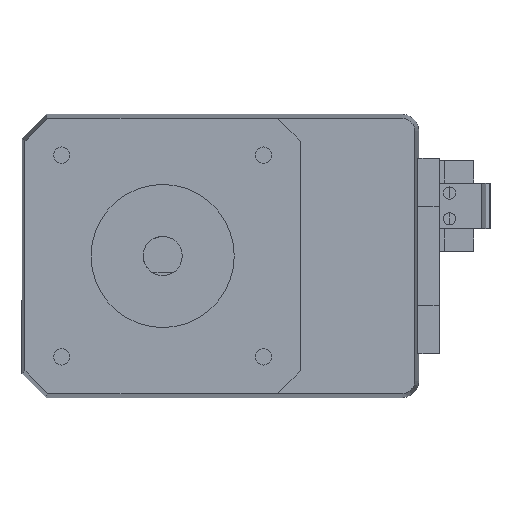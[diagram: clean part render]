
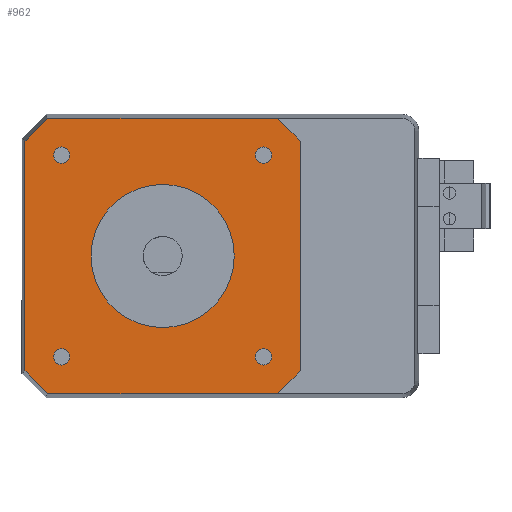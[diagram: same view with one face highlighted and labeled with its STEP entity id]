
A CAD part, front view. The second image highlights one B-rep face of the part: STEP entity #962.
In plain terms, the highlighted planar face has unit normal (0, -1, 0).
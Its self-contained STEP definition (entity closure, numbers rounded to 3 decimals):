
#956 = EDGE_LOOP ( 'NONE', ( #963 ) ) ;
#957 = EDGE_CURVE ( 'NONE', #1148, #1048, #5825, .T. ) ;
#958 = EDGE_CURVE ( 'NONE', #14639, #14639, #5826, .T. ) ;
#962 = ADVANCED_FACE ( 'NONE', ( #5798, #5813, #5789, #5795, #5799, #5814 ), #5786, .T. ) ;
#963 = ORIENTED_EDGE ( 'NONE', *, *, #958, .F. ) ;
#964 = EDGE_LOOP ( 'NONE', ( #965 ) ) ;
#965 = ORIENTED_EDGE ( 'NONE', *, *, #988, .F. ) ;
#966 = EDGE_LOOP ( 'NONE', ( #977 ) ) ;
#967 = EDGE_LOOP ( 'NONE', ( #980 ) ) ;
#968 = ORIENTED_EDGE ( 'NONE', *, *, #1019, .F. ) ;
#969 = EDGE_LOOP ( 'NONE', ( #971 ) ) ;
#971 = ORIENTED_EDGE ( 'NONE', *, *, #1165, .F. ) ;
#977 = ORIENTED_EDGE ( 'NONE', *, *, #1003, .F. ) ;
#979 = ORIENTED_EDGE ( 'NONE', *, *, #1079, .F. ) ;
#980 = ORIENTED_EDGE ( 'NONE', *, *, #1060, .F. ) ;
#981 = EDGE_LOOP ( 'NONE', ( #982, #984, #985, #979, #983, #987, #968, #986 ) ) ;
#982 = ORIENTED_EDGE ( 'NONE', *, *, #1034, .F. ) ;
#983 = ORIENTED_EDGE ( 'NONE', *, *, #993, .F. ) ;
#984 = ORIENTED_EDGE ( 'NONE', *, *, #957, .F. ) ;
#985 = ORIENTED_EDGE ( 'NONE', *, *, #1156, .F. ) ;
#986 = ORIENTED_EDGE ( 'NONE', *, *, #1025, .F. ) ;
#987 = ORIENTED_EDGE ( 'NONE', *, *, #1011, .F. ) ;
#988 = EDGE_CURVE ( 'NONE', #14635, #14635, #5784, .T. ) ;
#993 = EDGE_CURVE ( 'NONE', #994, #1081, #5754, .T. ) ;
#994 = VERTEX_POINT ( 'NONE', #5756 ) ;
#1003 = EDGE_CURVE ( 'NONE', #14631, #14631, #6389, .T. ) ;
#1008 = VERTEX_POINT ( 'NONE', #6374 ) ;
#1010 = VERTEX_POINT ( 'NONE', #6376 ) ;
#1011 = EDGE_CURVE ( 'NONE', #1018, #994, #6382, .T. ) ;
#1018 = VERTEX_POINT ( 'NONE', #6362 ) ;
#1019 = EDGE_CURVE ( 'NONE', #1010, #1018, #6351, .T. ) ;
#1025 = EDGE_CURVE ( 'NONE', #1008, #1010, #6338, .T. ) ;
#1034 = EDGE_CURVE ( 'NONE', #1048, #1008, #6316, .T. ) ;
#1048 = VERTEX_POINT ( 'NONE', #6298 ) ;
#1060 = EDGE_CURVE ( 'NONE', #14625, #14625, #6307, .T. ) ;
#1079 = EDGE_CURVE ( 'NONE', #1081, #1157, #6242, .T. ) ;
#1081 = VERTEX_POINT ( 'NONE', #6238 ) ;
#1148 = VERTEX_POINT ( 'NONE', #6826 ) ;
#1156 = EDGE_CURVE ( 'NONE', #1157, #1148, #6801, .T. ) ;
#1157 = VERTEX_POINT ( 'NONE', #6802 ) ;
#1165 = EDGE_CURVE ( 'NONE', #14619, #14619, #6702, .T. ) ;
#5752 = DIRECTION ( 'NONE',  ( 0.707, 0., -0.707 ) ) ;
#5753 = VECTOR ( 'NONE', #5752, 1000. ) ;
#5754 = LINE ( 'NONE', #5758, #5753 ) ;
#5756 = CARTESIAN_POINT ( 'NONE',  ( 11.548, 2.307, 21.15 ) ) ;
#5758 = CARTESIAN_POINT ( 'NONE',  ( 11.548, 2.307, 21.15 ) ) ;
#5770 = DIRECTION ( 'NONE',  ( 0., 0., -1. ) ) ;
#5771 = DIRECTION ( 'NONE',  ( 0., -1., 0. ) ) ;
#5782 = CARTESIAN_POINT ( 'NONE',  ( -21.602, 2.307, -15.5 ) ) ;
#5783 = DIRECTION ( 'NONE',  ( 0., 0., -1. ) ) ;
#5784 = CIRCLE ( 'NONE', #5788, 1.25 ) ;
#5786 = PLANE ( 'NONE',  #5797 ) ;
#5788 = AXIS2_PLACEMENT_3D ( 'NONE', #5782, #5771, #5770 ) ;
#5789 = FACE_BOUND ( 'NONE', #966, .T. ) ;
#5795 = FACE_BOUND ( 'NONE', #967, .T. ) ;
#5796 = DIRECTION ( 'NONE',  ( 0., -1., 0. ) ) ;
#5797 = AXIS2_PLACEMENT_3D ( 'NONE', #5800, #5796, #5783 ) ;
#5798 = FACE_BOUND ( 'NONE', #956, .T. ) ;
#5799 = FACE_OUTER_BOUND ( 'NONE', #981, .T. ) ;
#5800 = CARTESIAN_POINT ( 'NONE',  ( -6.102, 2.307, -38.8 ) ) ;
#5802 = DIRECTION ( 'NONE',  ( 0., 0., 1. ) ) ;
#5803 = DIRECTION ( 'NONE',  ( 0., -1., 0. ) ) ;
#5804 = CARTESIAN_POINT ( 'NONE',  ( 9.398, 2.307, -15.5 ) ) ;
#5805 = AXIS2_PLACEMENT_3D ( 'NONE', #5804, #5803, #5802 ) ;
#5810 = DIRECTION ( 'NONE',  ( -1., 0., 0. ) ) ;
#5811 = VECTOR ( 'NONE', #5810, 1000. ) ;
#5813 = FACE_BOUND ( 'NONE', #964, .T. ) ;
#5814 = FACE_BOUND ( 'NONE', #969, .T. ) ;
#5824 = CARTESIAN_POINT ( 'NONE',  ( -23.752, 2.307, -21.15 ) ) ;
#5825 = LINE ( 'NONE', #5824, #5811 ) ;
#5826 = CIRCLE ( 'NONE', #5805, 1.25 ) ;
#6238 = CARTESIAN_POINT ( 'NONE',  ( 15.048, 2.307, 17.65 ) ) ;
#6239 = DIRECTION ( 'NONE',  ( 0., 0., -1. ) ) ;
#6240 = VECTOR ( 'NONE', #6239, 1000. ) ;
#6241 = CARTESIAN_POINT ( 'NONE',  ( 15.048, 2.307, -17.65 ) ) ;
#6242 = LINE ( 'NONE', #6241, #6240 ) ;
#6268 = DIRECTION ( 'NONE',  ( 0., 0., -1. ) ) ;
#6282 = DIRECTION ( 'NONE',  ( 0., -1., 0. ) ) ;
#6289 = CARTESIAN_POINT ( 'NONE',  ( 9.398, 2.307, 15.5 ) ) ;
#6298 = CARTESIAN_POINT ( 'NONE',  ( -23.752, 2.307, -21.15 ) ) ;
#6304 = AXIS2_PLACEMENT_3D ( 'NONE', #6289, #6282, #6268 ) ;
#6307 = CIRCLE ( 'NONE', #6304, 1.25 ) ;
#6313 = DIRECTION ( 'NONE',  ( -0.707, 0., 0.707 ) ) ;
#6314 = VECTOR ( 'NONE', #6313, 1000. ) ;
#6315 = CARTESIAN_POINT ( 'NONE',  ( -27.252, 2.307, -17.65 ) ) ;
#6316 = LINE ( 'NONE', #6315, #6314 ) ;
#6334 = DIRECTION ( 'NONE',  ( 0., 0., 1. ) ) ;
#6335 = VECTOR ( 'NONE', #6334, 1000. ) ;
#6338 = LINE ( 'NONE', #6346, #6335 ) ;
#6346 = CARTESIAN_POINT ( 'NONE',  ( -27.252, 2.307, -17.65 ) ) ;
#6348 = DIRECTION ( 'NONE',  ( 0.707, 0., 0.707 ) ) ;
#6349 = VECTOR ( 'NONE', #6348, 1000. ) ;
#6350 = CARTESIAN_POINT ( 'NONE',  ( -27.252, 2.307, 17.65 ) ) ;
#6351 = LINE ( 'NONE', #6350, #6349 ) ;
#6362 = CARTESIAN_POINT ( 'NONE',  ( -23.752, 2.307, 21.15 ) ) ;
#6367 = DIRECTION ( 'NONE',  ( 1., 0., 0. ) ) ;
#6368 = VECTOR ( 'NONE', #6367, 1000. ) ;
#6369 = CARTESIAN_POINT ( 'NONE',  ( -23.752, 2.307, 21.15 ) ) ;
#6374 = CARTESIAN_POINT ( 'NONE',  ( -27.252, 2.307, -17.65 ) ) ;
#6376 = CARTESIAN_POINT ( 'NONE',  ( -27.252, 2.307, 17.65 ) ) ;
#6378 = DIRECTION ( 'NONE',  ( 0., 0., 1. ) ) ;
#6379 = DIRECTION ( 'NONE',  ( 0., -1., 0. ) ) ;
#6380 = CARTESIAN_POINT ( 'NONE',  ( -21.602, 2.307, 15.5 ) ) ;
#6381 = AXIS2_PLACEMENT_3D ( 'NONE', #6380, #6379, #6378 ) ;
#6382 = LINE ( 'NONE', #6369, #6368 ) ;
#6389 = CIRCLE ( 'NONE', #6381, 1.25 ) ;
#6697 = DIRECTION ( 'NONE',  ( 0., 0., -1. ) ) ;
#6698 = DIRECTION ( 'NONE',  ( 0., -1., 0. ) ) ;
#6699 = CARTESIAN_POINT ( 'NONE',  ( -6.102, 2.307, 0. ) ) ;
#6700 = AXIS2_PLACEMENT_3D ( 'NONE', #6699, #6698, #6697 ) ;
#6702 = CIRCLE ( 'NONE', #6700, 11. ) ;
#6799 = DIRECTION ( 'NONE',  ( -0.707, 0., -0.707 ) ) ;
#6800 = VECTOR ( 'NONE', #6799, 1000. ) ;
#6801 = LINE ( 'NONE', #6803, #6800 ) ;
#6802 = CARTESIAN_POINT ( 'NONE',  ( 15.048, 2.307, -17.65 ) ) ;
#6803 = CARTESIAN_POINT ( 'NONE',  ( 11.548, 2.307, -21.15 ) ) ;
#6826 = CARTESIAN_POINT ( 'NONE',  ( 11.548, 2.307, -21.15 ) ) ;
#14616 = CARTESIAN_POINT ( 'NONE',  ( -6.102, 2.307, -11. ) ) ;
#14619 = VERTEX_POINT ( 'NONE', #14616 ) ;
#14622 = CARTESIAN_POINT ( 'NONE',  ( 9.398, 2.307, 14.25 ) ) ;
#14625 = VERTEX_POINT ( 'NONE', #14622 ) ;
#14628 = CARTESIAN_POINT ( 'NONE',  ( -21.602, 2.307, 16.75 ) ) ;
#14631 = VERTEX_POINT ( 'NONE', #14628 ) ;
#14632 = CARTESIAN_POINT ( 'NONE',  ( -21.602, 2.307, -16.75 ) ) ;
#14635 = VERTEX_POINT ( 'NONE', #14632 ) ;
#14636 = CARTESIAN_POINT ( 'NONE',  ( 9.398, 2.307, -14.25 ) ) ;
#14639 = VERTEX_POINT ( 'NONE', #14636 ) ;
